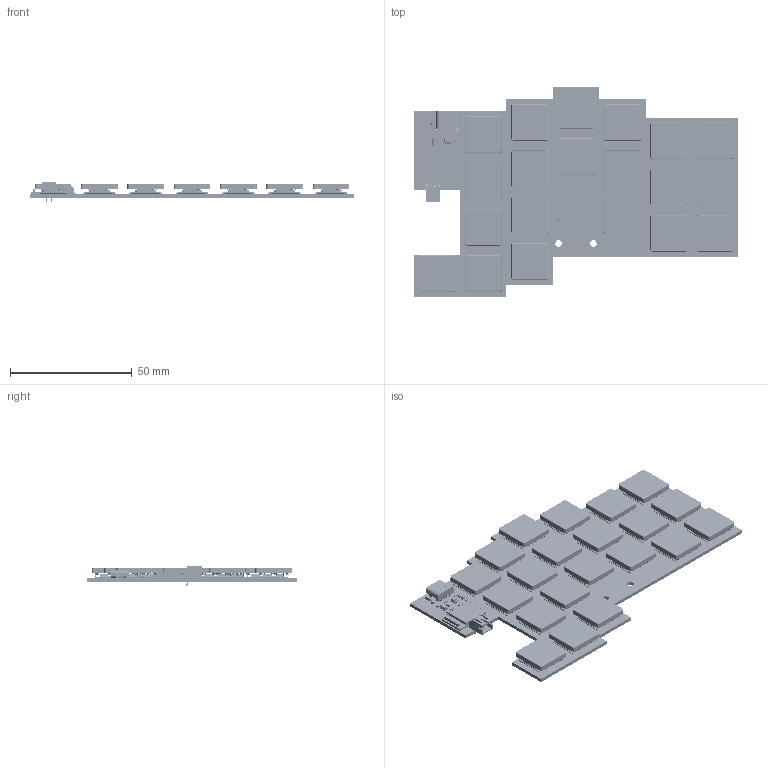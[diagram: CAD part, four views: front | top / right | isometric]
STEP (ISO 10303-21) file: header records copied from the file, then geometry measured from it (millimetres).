
FILE_DESCRIPTION(('KiCad electronic assembly'),'2;1');
FILE_NAME('ergoVright.step','2025-09-11T14:06:47',('Pcbnew'),('Kicad'), 'Open CASCADE STEP processor 7.8','KiCad to STEP converter','Unknown' );
FILE_SCHEMA(('AUTOMOTIVE_DESIGN { 1 0 10303 214 1 1 1 1 }'));
Length unit declared in the file: millimetre
Products named in the file (23): ergoVright 1; R_0603_1608Metric; PG1316S--è£éä½; 1316S-»ù×ù¿¨¼þ; PG1316S-»ù×ù; Ƚ¶¯¸; ƽº⽜; -»; PG1316S-¶¯½Ó´¥Æ¬-´ø´¥µã; PG1316S-¾²Æ¬-´ø´¥µã; ƽº⽜-B; ¼üÃ±; Diode_SOD-123; LED_0805_2012Metric; SOT-23; USB Type C Port (SMD Type); SOT-23-6; JST_PH_S2B-PH-K_1x02_P2.00mm_Horizontal; SOT-23-5; Raytac_MDBT50Q; C_0603_1608Metric; D_SOD-123; ergoVright_PCB
Assembly tree (73 placements, depth 3):
  ergoVright 1
    R_0603_1608Metric  x7
    PG1316S--è£éä½  x21
      1316S-»ù×ù¿¨¼þ
      PG1316S-»ù×ù
      Ƚ¶¯¸
      ƽº⽜
      -»
      PG1316S-¶¯½Ó´¥Æ¬-´ø´¥µã
      PG1316S-¾²Æ¬-´ø´¥µã
      ƽº⽜-B
      ¼üÃ±
    Diode_SOD-123  x21
    LED_0805_2012Metric
    SOT-23
    USB Type C Port (SMD Type)
    SOT-23-6
    JST_PH_S2B-PH-K_1x02_P2.00mm_Horizontal
    SOT-23-5
    Raytac_MDBT50Q
    C_0603_1608Metric  x6
    D_SOD-123
    ergoVright_PCB
Bounding box: 133.35 x 86.2 x 8.25 mm (x, y, z)
Volume: 20620.5 mm3; surface area: 51615 mm2
Topology: 258 solids, 300 shells, 18711 faces, 51951 edges, 33907 vertices
Faces by surface type: plane 11912, cylinder 5825, bspline 612, cone 260, torus 96, sphere 6
Full cylindrical faces by diameter (mm): 0.65 x2, 0.75 x2, 1 x21, 1.2 x21, 2.7 x2
Entity records: 66147 total; most frequent: CARTESIAN_POINT 11123, ORIENTED_EDGE 10150, DIRECTION 9646, EDGE_CURVE 5075, LINE 3830, VECTOR 3830, VERTEX_POINT 3283, AXIS2_PLACEMENT_3D 2908
